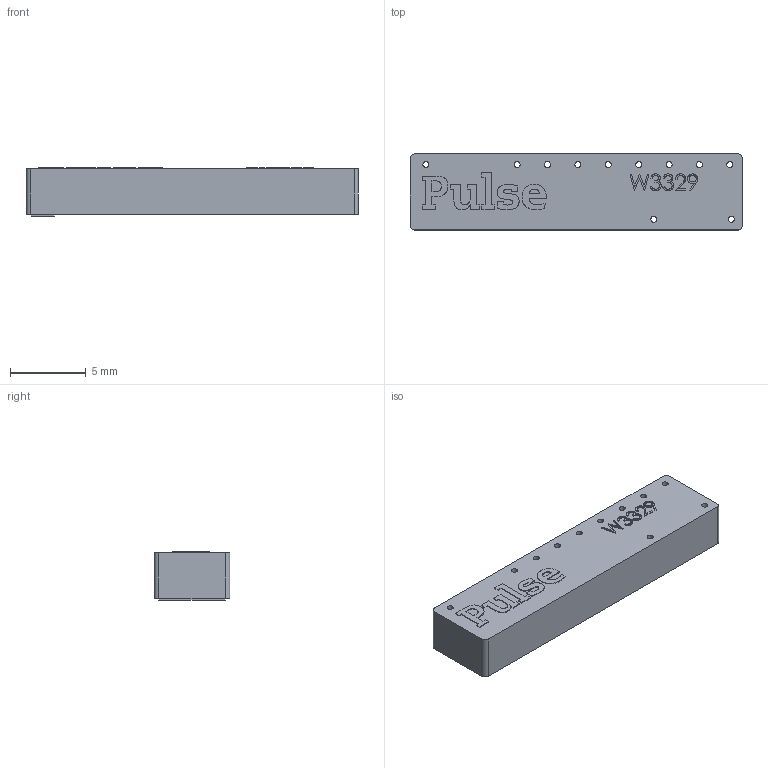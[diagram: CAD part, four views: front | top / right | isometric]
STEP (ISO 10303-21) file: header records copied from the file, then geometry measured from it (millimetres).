
FILE_DESCRIPTION((''),'2;1');
FILE_NAME('W3329_221118','2018-11-22T',('azhou'),(''),'PRO/ENGINEER BY PARAMETRIC TECHNOLOGY CORPORATION, 2017170','PRO/ENGINEER BY PARAMETRIC TECHNOLOGY CORPORATION, 2017170','');
FILE_SCHEMA(('AUTOMOTIVE_DESIGN { 1 0 10303 214 1 1 1 1 }'));
Length unit declared in the file: millimetre
Products named in the file (1): W3329_221118
Bounding box: 21.85 x 5 x 3.17 mm (x, y, z)
Volume: 325.3 mm3; surface area: 423.1 mm2
Topology: 1 solids, 1 shells, 226 faces, 624 edges, 416 vertices
Faces by surface type: plane 112, extrusion 88, cylinder 26
Entity records: 12104 total; most frequent: CARTESIAN_POINT 4464, ORIENTED_EDGE 1248, DIRECTION 864, PRESENTATION_STYLE_ASSIGNMENT 638, STYLED_ITEM 625, CURVE_STYLE 624, EDGE_CURVE 624, VECTOR 484
